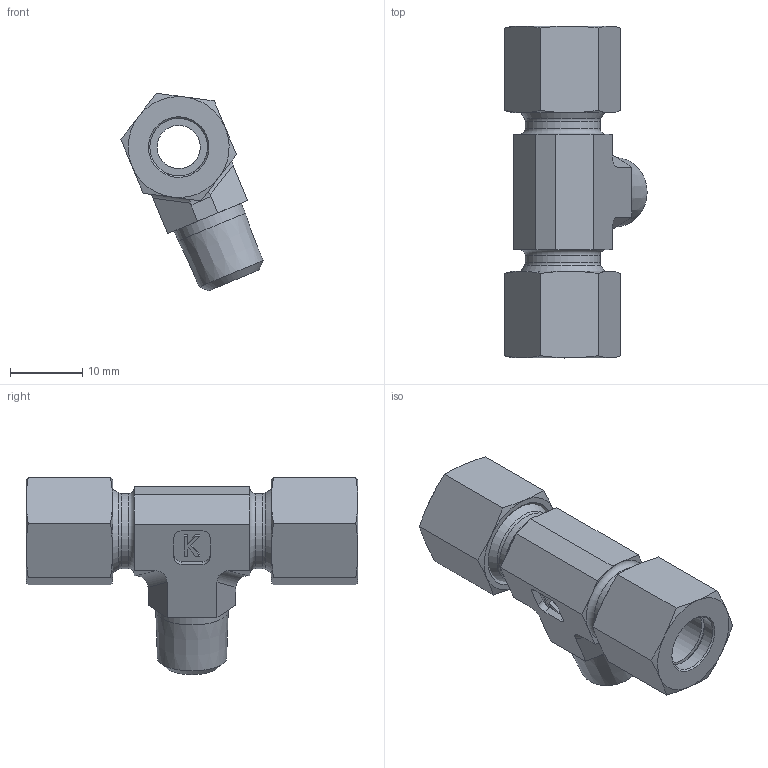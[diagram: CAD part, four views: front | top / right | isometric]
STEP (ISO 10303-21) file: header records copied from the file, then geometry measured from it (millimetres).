
FILE_DESCRIPTION((''),'2;1');
FILE_NAME('29001081812.stp','2014-08-21T15:24:12',(''),('KNOMI spol. s r. o.'),'Autodesk Inventor 2012','Autodesk Inventor 2012','');
FILE_SCHEMA(('AUTOMOTIVE_DESIGN { 1 2 10303 214 0 1 1 1 }'));
Length unit declared in the file: millimetre
Products named in the file (4): THCR1K 8LLRkuž R1/8/ M12x1; 28001081812; 3900812; 40008
Assembly tree (5 placements, depth 2):
  THCR1K 8LLRkuž R1/8/ M12x1
    28001081812
    3900812  x2
    40008  x2
Bounding box: 19.72 x 46 x 27.39 mm (x, y, z)
Volume: 5742 mm3; surface area: 6131.4 mm2
Topology: 5 solids, 5 shells, 153 faces, 365 edges, 231 vertices
Faces by surface type: plane 71, cone 47, cylinder 29, torus 6
Full cylindrical faces by diameter (mm): 6 x2, 8 x6, 9.4 x2, 10 x2, 10.041 x1, 10.4 x2, 10.917 x2, 12 x2
Entity records: 3421 total; most frequent: CARTESIAN_POINT 585, DIRECTION 563, ORIENTED_EDGE 472, EDGE_CURVE 236, AXIS2_PLACEMENT_3D 219, EDGE_LOOP 166, VERTEX_POINT 164, STYLED_ITEM 126
